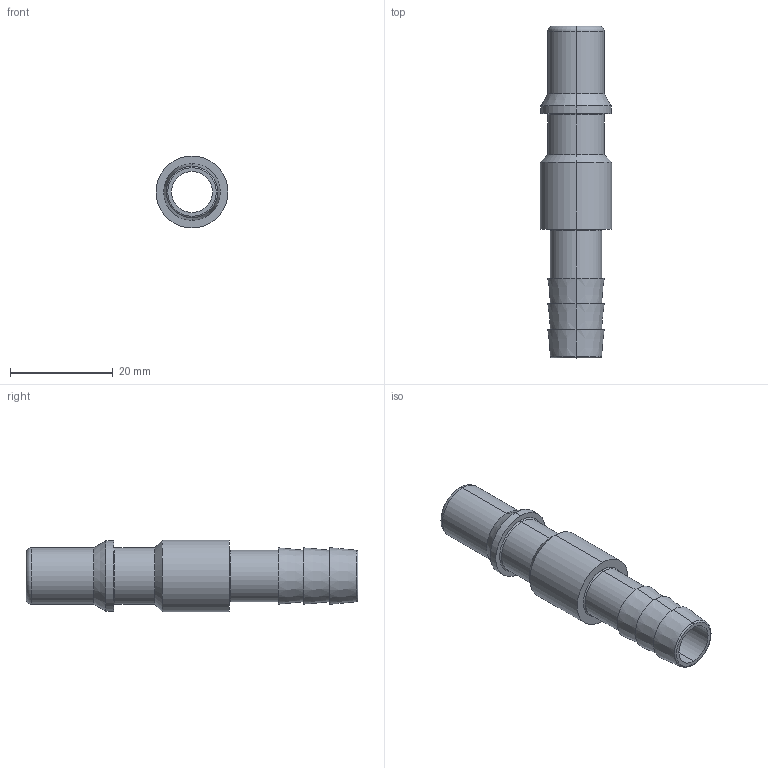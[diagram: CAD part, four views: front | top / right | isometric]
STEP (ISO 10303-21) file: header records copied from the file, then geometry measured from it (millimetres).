
FILE_DESCRIPTION (( 'STEP AP203' ), '1' );
FILE_NAME ('07431250.STEP', '2011-07-26T07:03:12', ( 'SP' ), ( 'sopra-pneumatic' ), 'SwSTEP 2.0', 'SolidWorks 2011', '' );
FILE_SCHEMA (( 'CONFIG_CONTROL_DESIGN' ));
Length unit declared in the file: millimetre
Products named in the file (1): 07431250
Bounding box: 13.96 x 64.5 x 13.96 mm (x, y, z)
Volume: 3509.3 mm3; surface area: 4203.4 mm2
Topology: 1 solids, 1 shells, 37 faces, 74 edges, 44 vertices
Faces by surface type: cylinder 12, cone 10, torus 8, plane 7
Entity records: 1053 total; most frequent: DIRECTION 202, CARTESIAN_POINT 156, ORIENTED_EDGE 148, AXIS2_PLACEMENT_3D 90, EDGE_CURVE 74, CIRCLE 52, VERTEX_POINT 44, EDGE_LOOP 44
